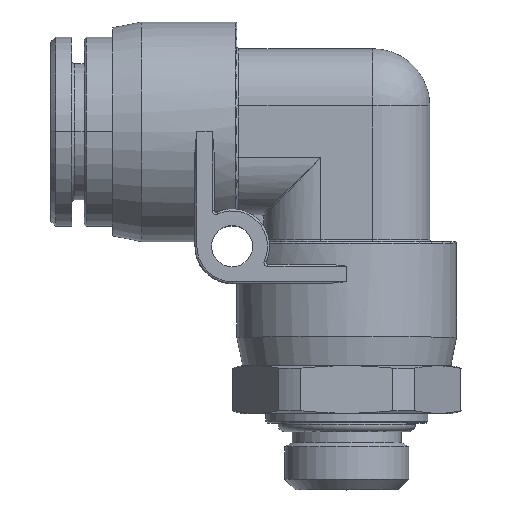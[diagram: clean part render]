
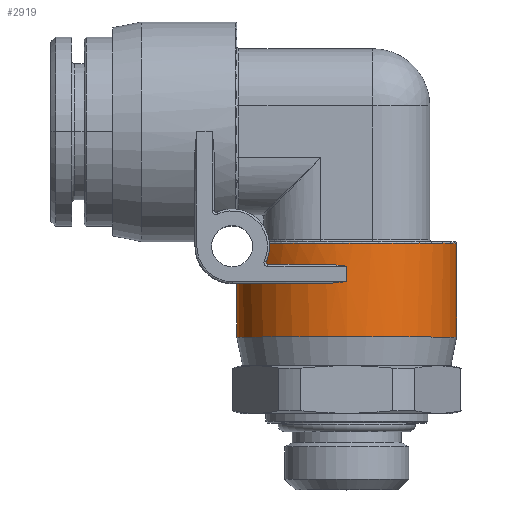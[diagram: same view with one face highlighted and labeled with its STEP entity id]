
A CAD part, top view. The second image highlights one B-rep face of the part: STEP entity #2919.
In plain terms, the highlighted cylindrical face has radius 11.5 mm (diameter 23 mm), a partial arc.
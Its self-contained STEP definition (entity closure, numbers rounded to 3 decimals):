
#127=CARTESIAN_POINT('',(-8.112,-11.7,8.152));
#128=CARTESIAN_POINT('',(-8.095,-11.916,8.168));
#129=CARTESIAN_POINT('',(-8.098,-12.353,8.166));
#130=CARTESIAN_POINT('',(-8.211,-13.,8.053));
#131=CARTESIAN_POINT('',(-8.36,-13.417,7.898));
#132=CARTESIAN_POINT('',(-8.451,-13.617,7.799));
#208=DIRECTION('',(0.,1.,0.));
#209=VECTOR('',#208,1.6);
#210=CARTESIAN_POINT('',(0.,-15.7,11.5));
#211=LINE('',#210,#209);
#285=CARTESIAN_POINT('',(0.,-13.9,0.));
#286=DIRECTION('',(0.,1.,0.));
#287=DIRECTION('',(-0.719,0.,0.695));
#288=AXIS2_PLACEMENT_3D('',#285,#286,#287);
#303=CARTESIAN_POINT('',(-8.269,-13.9,7.992));
#304=CARTESIAN_POINT('',(-8.297,-13.9,7.963));
#305=CARTESIAN_POINT('',(-8.349,-13.889,7.909));
#306=CARTESIAN_POINT('',(-8.413,-13.845,7.84));
#307=CARTESIAN_POINT('',(-8.457,-13.784,7.793));
#308=CARTESIAN_POINT('',(-8.475,-13.697,7.773));
#309=CARTESIAN_POINT('',(-8.463,-13.644,7.786));
#310=CARTESIAN_POINT('',(-8.451,-13.617,7.799));
#312=CARTESIAN_POINT('',(0.,-11.7,0.));
#313=DIRECTION('',(0.,1.,0.));
#314=DIRECTION('',(-0.705,0.,0.709));
#315=AXIS2_PLACEMENT_3D('',#312,#313,#314);
#317=CARTESIAN_POINT('',(-2.135,-13.9,11.3));
#318=CARTESIAN_POINT('',(-2.033,-13.9,11.319));
#319=CARTESIAN_POINT('',(-1.833,-13.905,11.354));
#320=CARTESIAN_POINT('',(-1.554,-13.923,11.396));
#321=CARTESIAN_POINT('',(-1.287,-13.945,11.429));
#322=CARTESIAN_POINT('',(-1.028,-13.972,11.455));
#323=CARTESIAN_POINT('',(-0.771,-14.001,
11.475));
#324=CARTESIAN_POINT('',(-0.515,-14.033,
11.489));
#325=CARTESIAN_POINT('',(-0.259,-14.066,
11.498));
#326=CARTESIAN_POINT('',(-0.087,-14.089,11.5));
#327=CARTESIAN_POINT('',(0.,-14.1,11.5));
#944=DIRECTION('',(0.,-1.,0.));
#945=VECTOR('',#944,5.6);
#946=CARTESIAN_POINT('',(-11.5,-15.9,0.));
#947=LINE('',#946,#945);
#948=DIRECTION('',(0.,-1.,0.));
#949=VECTOR('',#948,9.8);
#950=CARTESIAN_POINT('',(11.5,-11.7,0.));
#951=LINE('',#950,#949);
#1018=CARTESIAN_POINT('',(0.,-15.9,0.));
#1019=DIRECTION('',(0.,1.,0.));
#1020=DIRECTION('',(-1.,0.,0.));
#1021=AXIS2_PLACEMENT_3D('',#1018,#1019,#1020);
#1032=CARTESIAN_POINT('',(0.,-15.7,11.5));
#1033=CARTESIAN_POINT('',(-0.087,-15.711,11.5));
#1034=CARTESIAN_POINT('',(-0.261,-15.734,
11.498));
#1035=CARTESIAN_POINT('',(-0.522,-15.768,
11.489));
#1036=CARTESIAN_POINT('',(-0.784,-15.8,
11.474));
#1037=CARTESIAN_POINT('',(-1.045,-15.83,
11.453));
#1038=CARTESIAN_POINT('',(-1.304,-15.856,
11.427));
#1039=CARTESIAN_POINT('',(-1.568,-15.878,
11.394));
#1040=CARTESIAN_POINT('',(-1.841,-15.895,
11.353));
#1041=CARTESIAN_POINT('',(-2.035,-15.9,11.319));
#1042=CARTESIAN_POINT('',(-2.135,-15.9,11.3));
#2001=CARTESIAN_POINT('',(0.,-21.5,0.));
#2002=DIRECTION('',(0.,1.,0.));
#2003=DIRECTION('',(-1.,0.,0.));
#2004=AXIS2_PLACEMENT_3D('',#2001,#2002,#2003);
#2092=CARTESIAN_POINT('',(-11.5,-21.5,0.));
#2093=CARTESIAN_POINT('',(11.5,-21.5,0.));
#2094=VERTEX_POINT('',#2092);
#2095=VERTEX_POINT('',#2093);
#2180=VERTEX_POINT('',#303);
#2181=VERTEX_POINT('',#310);
#2194=VERTEX_POINT('',#127);
#2198=CARTESIAN_POINT('',(11.5,-11.7,0.));
#2199=VERTEX_POINT('',#2198);
#2227=VERTEX_POINT('',#1032);
#2228=VERTEX_POINT('',#1042);
#2229=VERTEX_POINT('',#317);
#2230=VERTEX_POINT('',#327);
#2415=CARTESIAN_POINT('',(-11.5,-15.9,0.));
#2416=VERTEX_POINT('',#2415);
#2894=CARTESIAN_POINT('',(0.,-25.15,0.));
#2895=DIRECTION('',(0.,1.,0.));
#2896=DIRECTION('',(1.,0.,0.));
#2897=AXIS2_PLACEMENT_3D('',#2894,#2895,#2896);
#2898=CYLINDRICAL_SURFACE('',#2897,11.5);
#2899=ORIENTED_EDGE('',*,*,#2770,.T.);
#2901=ORIENTED_EDGE('',*,*,#2900,.F.);
#2902=ORIENTED_EDGE('',*,*,#2874,.F.);
#2903=ORIENTED_EDGE('',*,*,#2848,.T.);
#2904=ORIENTED_EDGE('',*,*,#2703,.F.);
#2906=ORIENTED_EDGE('',*,*,#2905,.T.);
#2908=ORIENTED_EDGE('',*,*,#2907,.T.);
#2910=ORIENTED_EDGE('',*,*,#2909,.F.);
#2912=ORIENTED_EDGE('',*,*,#2911,.F.);
#2914=ORIENTED_EDGE('',*,*,#2913,.T.);
#2916=ORIENTED_EDGE('',*,*,#2915,.F.);
#2917=EDGE_LOOP('',(#2899,#2901,#2902,#2903,#2904,#2906,#2908,#2910,#2912,#2914,
#2916));
#2918=FACE_OUTER_BOUND('',#2917,.F.);
#2919=ADVANCED_FACE('',(#2918),#2898,.T.);
#133=B_SPLINE_CURVE_WITH_KNOTS('',3,(#127,#128,#129,#130,#131,#132),
.UNSPECIFIED.,.F.,.F.,(4,1,1,4),(0.,0.333,0.667,1.),
.UNSPECIFIED.);
#289=CIRCLE('',#288,11.5);
#311=B_SPLINE_CURVE_WITH_KNOTS('',3,(#303,#304,#305,#306,#307,#308,#309,#310),
.UNSPECIFIED.,.F.,.F.,(4,1,1,1,1,4),(0.,0.2,0.4,0.6,0.8,1.),
.UNSPECIFIED.);
#316=CIRCLE('',#315,11.5);
#328=B_SPLINE_CURVE_WITH_KNOTS('',3,(#317,#318,#319,#320,#321,#322,#323,#324,
#325,#326,#327),.UNSPECIFIED.,.F.,.F.,(4,1,1,1,1,1,1,1,4),(0.,0.125,0.25,
0.375,0.5,0.625,0.75,0.875,1.),.UNSPECIFIED.);
#1022=CIRCLE('',#1021,11.5);
#1043=B_SPLINE_CURVE_WITH_KNOTS('',3,(#1032,#1033,#1034,#1035,#1036,#1037,#1038,
#1039,#1040,#1041,#1042),.UNSPECIFIED.,.F.,.F.,(4,1,1,1,1,1,1,1,4),(0.,
0.125,0.25,0.375,0.5,0.625,0.75,0.875,1.),.UNSPECIFIED.);
#2005=CIRCLE('',#2004,11.5);
#2703=EDGE_CURVE('',#2194,#2181,#133,.T.);
#2770=EDGE_CURVE('',#2227,#2230,#211,.T.);
#2848=EDGE_CURVE('',#2180,#2181,#311,.T.);
#2874=EDGE_CURVE('',#2180,#2229,#289,.T.);
#2900=EDGE_CURVE('',#2229,#2230,#328,.T.);
#2905=EDGE_CURVE('',#2194,#2199,#316,.T.);
#2907=EDGE_CURVE('',#2199,#2095,#951,.T.);
#2909=EDGE_CURVE('',#2094,#2095,#2005,.T.);
#2911=EDGE_CURVE('',#2416,#2094,#947,.T.);
#2913=EDGE_CURVE('',#2416,#2228,#1022,.T.);
#2915=EDGE_CURVE('',#2227,#2228,#1043,.T.);
